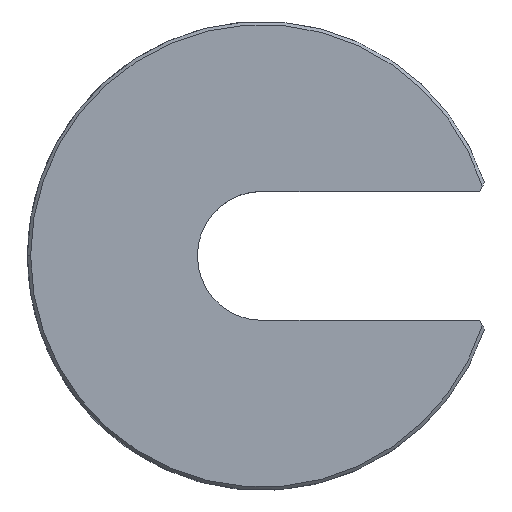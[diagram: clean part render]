
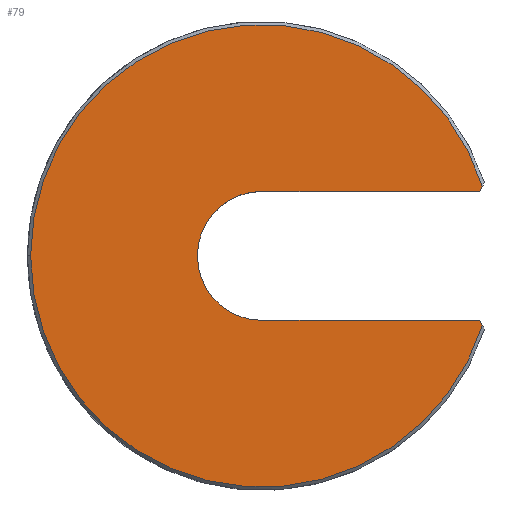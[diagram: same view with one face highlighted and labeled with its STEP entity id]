
A CAD part, top view. The second image highlights one B-rep face of the part: STEP entity #79.
In plain terms, the highlighted planar face has unit normal (0, 0, 1).
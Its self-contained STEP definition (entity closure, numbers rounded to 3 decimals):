
#4 = VECTOR ( 'NONE', #198, 1000. ) ;
#16 = FACE_OUTER_BOUND ( 'NONE', #331, .T. ) ;
#23 = AXIS2_PLACEMENT_3D ( 'NONE', #215, #212, #185 ) ;
#29 = VECTOR ( 'NONE', #247, 1000. ) ;
#33 = AXIS2_PLACEMENT_3D ( 'NONE', #296, #287, #267 ) ;
#41 = AXIS2_PLACEMENT_3D ( 'NONE', #250, #249, #195 ) ;
#52 = VECTOR ( 'NONE', #319, 1000. ) ;
#62 = AXIS2_PLACEMENT_3D ( 'NONE', #209, #278, #230 ) ;
#63 = VECTOR ( 'NONE', #226, 1000. ) ;
#72 = EDGE_CURVE ( 'NONE', #312, #308, #318, .T. ) ;
#79 = ADVANCED_FACE ( 'NONE', ( #16 ), #402, .T. ) ;
#83 = CIRCLE ( 'NONE', #62, 37. ) ;
#92 = EDGE_CURVE ( 'NONE', #312, #303, #251, .T. ) ;
#98 = EDGE_CURVE ( 'NONE', #308, #299, #106, .T. ) ;
#101 = EDGE_CURVE ( 'NONE', #299, #305, #206, .T. ) ;
#104 = EDGE_CURVE ( 'NONE', #306, #305, #236, .T. ) ;
#106 = CIRCLE ( 'NONE', #41, 10.319 ) ;
#113 = EDGE_CURVE ( 'NONE', #303, #353, #83, .T. ) ;
#116 = CIRCLE ( 'NONE', #33, 37. ) ;
#122 = EDGE_CURVE ( 'NONE', #353, #306, #116, .T. ) ;
#142 = CARTESIAN_POINT ( 'NONE',  ( 35.287, -11.126, 0. ) ) ;
#143 = CARTESIAN_POINT ( 'NONE',  ( 34.839, -10.319, 0. ) ) ;
#147 = CARTESIAN_POINT ( 'NONE',  ( 0., 10.319, 0. ) ) ;
#152 = CARTESIAN_POINT ( 'NONE',  ( 35.287, 11.126, 0. ) ) ;
#167 = CARTESIAN_POINT ( 'NONE',  ( -37., 0., 0. ) ) ;
#182 = CARTESIAN_POINT ( 'NONE',  ( 34.839, 10.319, 0. ) ) ;
#185 = DIRECTION ( 'NONE',  ( 1., 0., 0. ) ) ;
#195 = DIRECTION ( 'NONE',  ( 1., 0., 0. ) ) ;
#197 = CARTESIAN_POINT ( 'NONE',  ( 0., -10.319, 0. ) ) ;
#198 = DIRECTION ( 'NONE',  ( 1., 0., 0. ) ) ;
#206 = LINE ( 'NONE', #254, #4 ) ;
#209 = CARTESIAN_POINT ( 'NONE',  ( 0., 0., 0. ) ) ;
#212 = DIRECTION ( 'NONE',  ( 0., 0., 1. ) ) ;
#215 = CARTESIAN_POINT ( 'NONE',  ( 0., 0., 0. ) ) ;
#226 = DIRECTION ( 'NONE',  ( 0.485, 0.874, 0. ) ) ;
#230 = DIRECTION ( 'NONE',  ( 1., 0., 0. ) ) ;
#236 = LINE ( 'NONE', #274, #29 ) ;
#247 = DIRECTION ( 'NONE',  ( -0.485, 0.874, 0. ) ) ;
#248 = CARTESIAN_POINT ( 'NONE',  ( 22.258, -12.352, 0. ) ) ;
#249 = DIRECTION ( 'NONE',  ( 0., 0., 1. ) ) ;
#250 = CARTESIAN_POINT ( 'NONE',  ( 0., 0., 0. ) ) ;
#251 = LINE ( 'NONE', #248, #63 ) ;
#254 = CARTESIAN_POINT ( 'NONE',  ( 37.5, -10.319, 0. ) ) ;
#267 = DIRECTION ( 'NONE',  ( 1., 0., 0. ) ) ;
#274 = CARTESIAN_POINT ( 'NONE',  ( 22.258, 12.352, 0. ) ) ;
#278 = DIRECTION ( 'NONE',  ( 0., 0., 1. ) ) ;
#287 = DIRECTION ( 'NONE',  ( 0., 0., 1. ) ) ;
#296 = CARTESIAN_POINT ( 'NONE',  ( 0., 0., 0. ) ) ;
#299 = VERTEX_POINT ( 'NONE', #197 ) ;
#303 = VERTEX_POINT ( 'NONE', #152 ) ;
#305 = VERTEX_POINT ( 'NONE', #143 ) ;
#306 = VERTEX_POINT ( 'NONE', #142 ) ;
#308 = VERTEX_POINT ( 'NONE', #147 ) ;
#312 = VERTEX_POINT ( 'NONE', #182 ) ;
#318 = LINE ( 'NONE', #321, #52 ) ;
#319 = DIRECTION ( 'NONE',  ( -1., 0., 0. ) ) ;
#321 = CARTESIAN_POINT ( 'NONE',  ( 0., 10.319, 0. ) ) ;
#331 = EDGE_LOOP ( 'NONE', ( #393, #394, #361, #357, #359, #381, #389 ) ) ;
#353 = VERTEX_POINT ( 'NONE', #167 ) ;
#357 = ORIENTED_EDGE ( 'NONE', *, *, #122, .T. ) ;
#359 = ORIENTED_EDGE ( 'NONE', *, *, #104, .T. ) ;
#361 = ORIENTED_EDGE ( 'NONE', *, *, #113, .T. ) ;
#381 = ORIENTED_EDGE ( 'NONE', *, *, #101, .F. ) ;
#389 = ORIENTED_EDGE ( 'NONE', *, *, #98, .F. ) ;
#393 = ORIENTED_EDGE ( 'NONE', *, *, #72, .F. ) ;
#394 = ORIENTED_EDGE ( 'NONE', *, *, #92, .T. ) ;
#402 = PLANE ( 'NONE',  #23 ) ;
